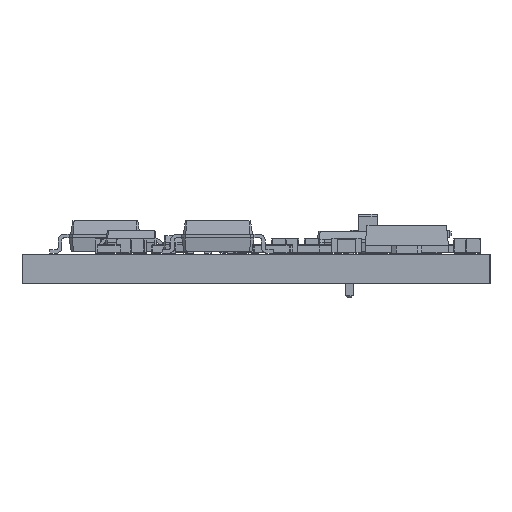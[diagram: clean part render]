
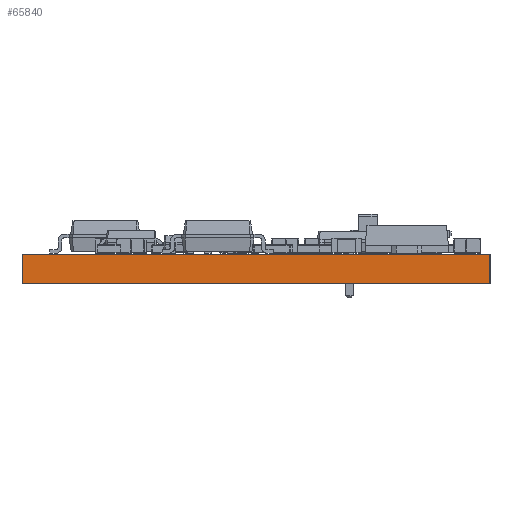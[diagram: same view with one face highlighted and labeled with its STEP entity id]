
A CAD part, left-side view. The second image highlights one B-rep face of the part: STEP entity #65840.
In plain terms, the highlighted planar face has unit normal (-1, 0, 0).
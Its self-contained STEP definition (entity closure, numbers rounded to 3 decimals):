
#65724 = EDGE_CURVE('',#65725,#65727,#65729,.T.);
#65725 = VERTEX_POINT('',#65726);
#65726 = CARTESIAN_POINT('',(0.,25.3,0.));
#65727 = VERTEX_POINT('',#65728);
#65728 = CARTESIAN_POINT('',(0.,25.3,1.6));
#65729 = SURFACE_CURVE('',#65730,(#65734,#65746),.PCURVE_S1.);
#65730 = LINE('',#65731,#65732);
#65731 = CARTESIAN_POINT('',(0.,25.3,0.));
#65732 = VECTOR('',#65733,1.);
#65733 = DIRECTION('',(0.,0.,1.));
#65734 = PCURVE('',#65735,#65740);
#65735 = PLANE('',#65736);
#65736 = AXIS2_PLACEMENT_3D('',#65737,#65738,#65739);
#65737 = CARTESIAN_POINT('',(0.,25.3,0.));
#65738 = DIRECTION('',(0.,1.,0.));
#65739 = DIRECTION('',(1.,0.,0.));
#65740 = DEFINITIONAL_REPRESENTATION('',(#65741),#65745);
#65741 = LINE('',#65742,#65743);
#65742 = CARTESIAN_POINT('',(0.,0.));
#65743 = VECTOR('',#65744,1.);
#65744 = DIRECTION('',(0.,-1.));
#65745 = ( GEOMETRIC_REPRESENTATION_CONTEXT(2) 
PARAMETRIC_REPRESENTATION_CONTEXT() REPRESENTATION_CONTEXT('2D SPACE',''
  ) );
#65746 = PCURVE('',#65747,#65752);
#65747 = PLANE('',#65748);
#65748 = AXIS2_PLACEMENT_3D('',#65749,#65750,#65751);
#65749 = CARTESIAN_POINT('',(0.,0.,0.));
#65750 = DIRECTION('',(-1.,0.,0.));
#65751 = DIRECTION('',(0.,1.,0.));
#65752 = DEFINITIONAL_REPRESENTATION('',(#65753),#65757);
#65753 = LINE('',#65754,#65755);
#65754 = CARTESIAN_POINT('',(25.3,0.));
#65755 = VECTOR('',#65756,1.);
#65756 = DIRECTION('',(0.,-1.));
#65757 = ( GEOMETRIC_REPRESENTATION_CONTEXT(2) 
PARAMETRIC_REPRESENTATION_CONTEXT() REPRESENTATION_CONTEXT('2D SPACE',''
  ) );
#65775 = PLANE('',#65776);
#65776 = AXIS2_PLACEMENT_3D('',#65777,#65778,#65779);
#65777 = CARTESIAN_POINT('',(41.5,12.65,1.6));
#65778 = DIRECTION('',(-0.,-0.,-1.));
#65779 = DIRECTION('',(-1.,0.,0.));
#65829 = PLANE('',#65830);
#65830 = AXIS2_PLACEMENT_3D('',#65831,#65832,#65833);
#65831 = CARTESIAN_POINT('',(41.5,12.65,0.));
#65832 = DIRECTION('',(-0.,-0.,-1.));
#65833 = DIRECTION('',(-1.,0.,0.));
#65840 = ADVANCED_FACE('',(#65841),#65747,.T.);
#65841 = FACE_BOUND('',#65842,.T.);
#65842 = EDGE_LOOP('',(#65843,#65873,#65894,#65895));
#65843 = ORIENTED_EDGE('',*,*,#65844,.T.);
#65844 = EDGE_CURVE('',#65845,#65847,#65849,.T.);
#65845 = VERTEX_POINT('',#65846);
#65846 = CARTESIAN_POINT('',(0.,-0.,0.));
#65847 = VERTEX_POINT('',#65848);
#65848 = CARTESIAN_POINT('',(0.,0.,1.6));
#65849 = SURFACE_CURVE('',#65850,(#65854,#65861),.PCURVE_S1.);
#65850 = LINE('',#65851,#65852);
#65851 = CARTESIAN_POINT('',(0.,-0.,0.));
#65852 = VECTOR('',#65853,1.);
#65853 = DIRECTION('',(0.,0.,1.));
#65854 = PCURVE('',#65747,#65855);
#65855 = DEFINITIONAL_REPRESENTATION('',(#65856),#65860);
#65856 = LINE('',#65857,#65858);
#65857 = CARTESIAN_POINT('',(0.,0.));
#65858 = VECTOR('',#65859,1.);
#65859 = DIRECTION('',(0.,-1.));
#65860 = ( GEOMETRIC_REPRESENTATION_CONTEXT(2) 
PARAMETRIC_REPRESENTATION_CONTEXT() REPRESENTATION_CONTEXT('2D SPACE',''
  ) );
#65861 = PCURVE('',#65862,#65867);
#65862 = PLANE('',#65863);
#65863 = AXIS2_PLACEMENT_3D('',#65864,#65865,#65866);
#65864 = CARTESIAN_POINT('',(83.,0.,0.));
#65865 = DIRECTION('',(0.,-1.,0.));
#65866 = DIRECTION('',(-1.,0.,0.));
#65867 = DEFINITIONAL_REPRESENTATION('',(#65868),#65872);
#65868 = LINE('',#65869,#65870);
#65869 = CARTESIAN_POINT('',(83.,0.));
#65870 = VECTOR('',#65871,1.);
#65871 = DIRECTION('',(0.,-1.));
#65872 = ( GEOMETRIC_REPRESENTATION_CONTEXT(2) 
PARAMETRIC_REPRESENTATION_CONTEXT() REPRESENTATION_CONTEXT('2D SPACE',''
  ) );
#65873 = ORIENTED_EDGE('',*,*,#65874,.T.);
#65874 = EDGE_CURVE('',#65847,#65727,#65875,.T.);
#65875 = SURFACE_CURVE('',#65876,(#65880,#65887),.PCURVE_S1.);
#65876 = LINE('',#65877,#65878);
#65877 = CARTESIAN_POINT('',(0.,0.,1.6));
#65878 = VECTOR('',#65879,1.);
#65879 = DIRECTION('',(0.,1.,0.));
#65880 = PCURVE('',#65747,#65881);
#65881 = DEFINITIONAL_REPRESENTATION('',(#65882),#65886);
#65882 = LINE('',#65883,#65884);
#65883 = CARTESIAN_POINT('',(0.,-1.6));
#65884 = VECTOR('',#65885,1.);
#65885 = DIRECTION('',(1.,0.));
#65886 = ( GEOMETRIC_REPRESENTATION_CONTEXT(2) 
PARAMETRIC_REPRESENTATION_CONTEXT() REPRESENTATION_CONTEXT('2D SPACE',''
  ) );
#65887 = PCURVE('',#65775,#65888);
#65888 = DEFINITIONAL_REPRESENTATION('',(#65889),#65893);
#65889 = LINE('',#65890,#65891);
#65890 = CARTESIAN_POINT('',(41.5,-12.65));
#65891 = VECTOR('',#65892,1.);
#65892 = DIRECTION('',(0.,1.));
#65893 = ( GEOMETRIC_REPRESENTATION_CONTEXT(2) 
PARAMETRIC_REPRESENTATION_CONTEXT() REPRESENTATION_CONTEXT('2D SPACE',''
  ) );
#65894 = ORIENTED_EDGE('',*,*,#65724,.F.);
#65895 = ORIENTED_EDGE('',*,*,#65896,.F.);
#65896 = EDGE_CURVE('',#65845,#65725,#65897,.T.);
#65897 = SURFACE_CURVE('',#65898,(#65902,#65909),.PCURVE_S1.);
#65898 = LINE('',#65899,#65900);
#65899 = CARTESIAN_POINT('',(0.,-0.,0.));
#65900 = VECTOR('',#65901,1.);
#65901 = DIRECTION('',(0.,1.,0.));
#65902 = PCURVE('',#65747,#65903);
#65903 = DEFINITIONAL_REPRESENTATION('',(#65904),#65908);
#65904 = LINE('',#65905,#65906);
#65905 = CARTESIAN_POINT('',(0.,0.));
#65906 = VECTOR('',#65907,1.);
#65907 = DIRECTION('',(1.,0.));
#65908 = ( GEOMETRIC_REPRESENTATION_CONTEXT(2) 
PARAMETRIC_REPRESENTATION_CONTEXT() REPRESENTATION_CONTEXT('2D SPACE',''
  ) );
#65909 = PCURVE('',#65829,#65910);
#65910 = DEFINITIONAL_REPRESENTATION('',(#65911),#65915);
#65911 = LINE('',#65912,#65913);
#65912 = CARTESIAN_POINT('',(41.5,-12.65));
#65913 = VECTOR('',#65914,1.);
#65914 = DIRECTION('',(0.,1.));
#65915 = ( GEOMETRIC_REPRESENTATION_CONTEXT(2) 
PARAMETRIC_REPRESENTATION_CONTEXT() REPRESENTATION_CONTEXT('2D SPACE',''
  ) );
